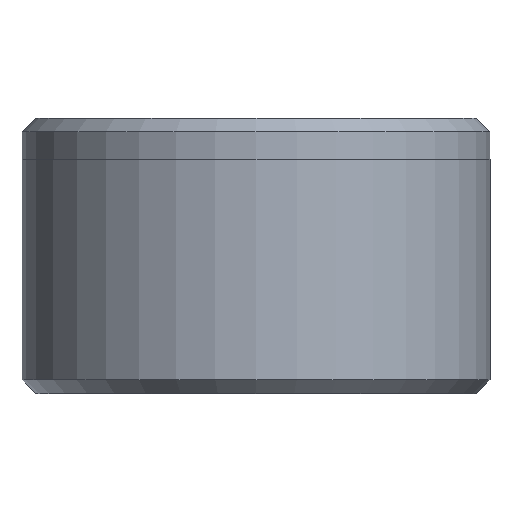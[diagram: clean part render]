
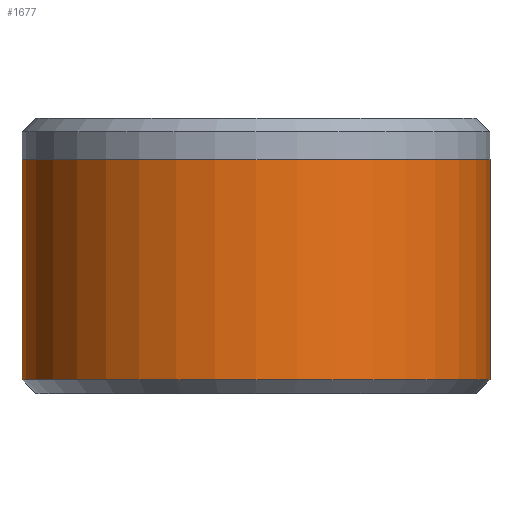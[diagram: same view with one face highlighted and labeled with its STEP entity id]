
A CAD part, front view. The second image highlights one B-rep face of the part: STEP entity #1677.
In plain terms, the highlighted cylindrical face has radius 17 mm (diameter 34 mm), a partial arc.
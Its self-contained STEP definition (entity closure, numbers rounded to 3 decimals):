
#96 = LINE ( 'NONE', #967, #1259 ) ;
#198 = CARTESIAN_POINT ( 'NONE',  ( -17., 0., 1. ) ) ;
#240 = VERTEX_POINT ( 'NONE', #961 ) ;
#298 = CIRCLE ( 'NONE', #1319, 17. ) ;
#405 = EDGE_CURVE ( 'NONE', #240, #443, #1636, .T. ) ;
#443 = VERTEX_POINT ( 'NONE', #547 ) ;
#454 = DIRECTION ( 'NONE',  ( 0., 0., -1. ) ) ;
#474 = CARTESIAN_POINT ( 'NONE',  ( 0., 0., 17. ) ) ;
#538 = VERTEX_POINT ( 'NONE', #198 ) ;
#545 = AXIS2_PLACEMENT_3D ( 'NONE', #474, #1933, #618 ) ;
#547 = CARTESIAN_POINT ( 'NONE',  ( 17., 0., 17. ) ) ;
#593 = EDGE_LOOP ( 'NONE', ( #1447, #1527, #884, #742 ) ) ;
#618 = DIRECTION ( 'NONE',  ( 1., 0., 0. ) ) ;
#628 = DIRECTION ( 'NONE',  ( 0., 0., 1. ) ) ;
#635 = CARTESIAN_POINT ( 'NONE',  ( 0., 0., 20. ) ) ;
#643 = EDGE_CURVE ( 'NONE', #240, #538, #96, .T. ) ;
#742 = ORIENTED_EDGE ( 'NONE', *, *, #1122, .T. ) ;
#782 = LINE ( 'NONE', #1971, #1591 ) ;
#884 = ORIENTED_EDGE ( 'NONE', *, *, #643, .T. ) ;
#926 = DIRECTION ( 'NONE',  ( 0., 0., -1. ) ) ;
#961 = CARTESIAN_POINT ( 'NONE',  ( -17., 0., 17. ) ) ;
#967 = CARTESIAN_POINT ( 'NONE',  ( -17., 0., 20. ) ) ;
#1062 = AXIS2_PLACEMENT_3D ( 'NONE', #635, #454, #1089 ) ;
#1089 = DIRECTION ( 'NONE',  ( -1., 0., 0. ) ) ;
#1101 = FACE_OUTER_BOUND ( 'NONE', #593, .T. ) ;
#1122 = EDGE_CURVE ( 'NONE', #538, #1804, #298, .T. ) ;
#1237 = CARTESIAN_POINT ( 'NONE',  ( 17., 0., 1. ) ) ;
#1259 = VECTOR ( 'NONE', #926, 1000. ) ;
#1319 = AXIS2_PLACEMENT_3D ( 'NONE', #1865, #628, #1726 ) ;
#1435 = CYLINDRICAL_SURFACE ( 'NONE', #1062, 17. ) ;
#1447 = ORIENTED_EDGE ( 'NONE', *, *, #1571, .F. ) ;
#1527 = ORIENTED_EDGE ( 'NONE', *, *, #405, .F. ) ;
#1571 = EDGE_CURVE ( 'NONE', #443, #1804, #782, .T. ) ;
#1591 = VECTOR ( 'NONE', #1967, 1000. ) ;
#1636 = CIRCLE ( 'NONE', #545, 17. ) ;
#1677 = ADVANCED_FACE ( 'NONE', ( #1101 ), #1435, .T. ) ;
#1726 = DIRECTION ( 'NONE',  ( 1., 0., 0. ) ) ;
#1804 = VERTEX_POINT ( 'NONE', #1237 ) ;
#1865 = CARTESIAN_POINT ( 'NONE',  ( 0., 0., 1. ) ) ;
#1933 = DIRECTION ( 'NONE',  ( 0., 0., 1. ) ) ;
#1967 = DIRECTION ( 'NONE',  ( 0., 0., -1. ) ) ;
#1971 = CARTESIAN_POINT ( 'NONE',  ( 17., 0., 20. ) ) ;
